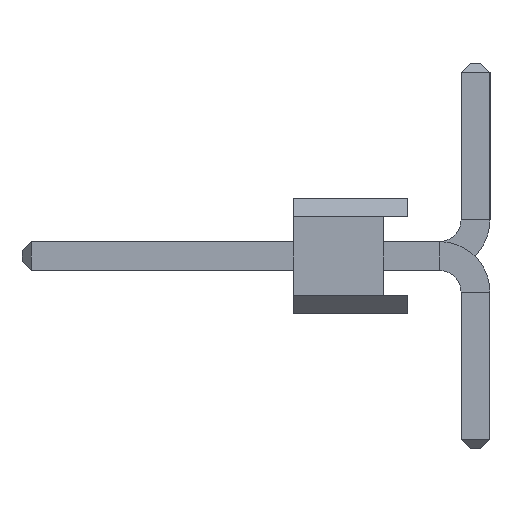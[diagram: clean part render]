
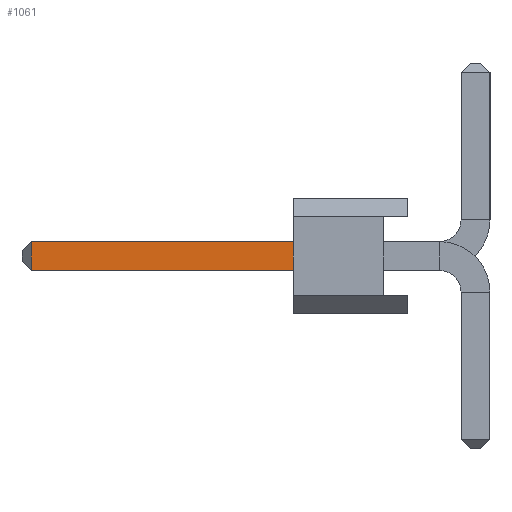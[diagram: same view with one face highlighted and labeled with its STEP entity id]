
A CAD part, left-side view. The second image highlights one B-rep face of the part: STEP entity #1061.
In plain terms, the highlighted planar face has unit normal (-1, 0, 0).
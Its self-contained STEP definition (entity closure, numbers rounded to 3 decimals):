
#29 = VERTEX_POINT ( 'NONE', #61 ) ;
#53 = DIRECTION ( 'NONE',  ( 0., 0., -1. ) ) ;
#61 = CARTESIAN_POINT ( 'NONE',  ( -0.32, 8.34, -0.32 ) ) ;
#71 = PLANE ( 'NONE',  #1095 ) ;
#97 = CARTESIAN_POINT ( 'NONE',  ( -0.32, 2.54, -0.32 ) ) ;
#218 = DIRECTION ( 'NONE',  ( 0., 1., 0. ) ) ;
#223 = FACE_OUTER_BOUND ( 'NONE', #247, .T. ) ;
#247 = EDGE_LOOP ( 'NONE', ( #855, #1449, #535, #1941 ) ) ;
#271 = VERTEX_POINT ( 'NONE', #1652 ) ;
#276 = CARTESIAN_POINT ( 'NONE',  ( -0.32, 8.34, -0.32 ) ) ;
#527 = DIRECTION ( 'NONE',  ( 0., 1., 0. ) ) ;
#535 = ORIENTED_EDGE ( 'NONE', *, *, #620, .F. ) ;
#538 = DIRECTION ( 'NONE',  ( -1., 0., 0. ) ) ;
#617 = LINE ( 'NONE', #740, #682 ) ;
#620 = EDGE_CURVE ( 'NONE', #813, #29, #1741, .T. ) ;
#682 = VECTOR ( 'NONE', #527, 1000. ) ;
#710 = EDGE_CURVE ( 'NONE', #271, #1138, #617, .T. ) ;
#740 = CARTESIAN_POINT ( 'NONE',  ( -0.32, -0.7, 0.32 ) ) ;
#802 = DIRECTION ( 'NONE',  ( 0., 0., 1. ) ) ;
#813 = VERTEX_POINT ( 'NONE', #97 ) ;
#855 = ORIENTED_EDGE ( 'NONE', *, *, #710, .T. ) ;
#975 = VECTOR ( 'NONE', #53, 1000. ) ;
#976 = CARTESIAN_POINT ( 'NONE',  ( -0.32, -0.7, -0.32 ) ) ;
#979 = CARTESIAN_POINT ( 'NONE',  ( -0.32, -0.7, -0.32 ) ) ;
#986 = CARTESIAN_POINT ( 'NONE',  ( -0.32, 8.34, 0.32 ) ) ;
#1001 = EDGE_CURVE ( 'NONE', #271, #813, #1804, .T. ) ;
#1061 = ADVANCED_FACE ( 'NONE', ( #223 ), #71, .T. ) ;
#1095 = AXIS2_PLACEMENT_3D ( 'NONE', #976, #538, #802 ) ;
#1138 = VERTEX_POINT ( 'NONE', #986 ) ;
#1263 = EDGE_CURVE ( 'NONE', #1138, #29, #1802, .T. ) ;
#1324 = VECTOR ( 'NONE', #218, 1000. ) ;
#1369 = VECTOR ( 'NONE', #1951, 1000. ) ;
#1449 = ORIENTED_EDGE ( 'NONE', *, *, #1263, .T. ) ;
#1540 = CARTESIAN_POINT ( 'NONE',  ( -0.32, 2.54, 0. ) ) ;
#1652 = CARTESIAN_POINT ( 'NONE',  ( -0.32, 2.54, 0.32 ) ) ;
#1741 = LINE ( 'NONE', #979, #1324 ) ;
#1802 = LINE ( 'NONE', #276, #1369 ) ;
#1804 = LINE ( 'NONE', #1540, #975 ) ;
#1941 = ORIENTED_EDGE ( 'NONE', *, *, #1001, .F. ) ;
#1951 = DIRECTION ( 'NONE',  ( 0., 0., -1. ) ) ;
